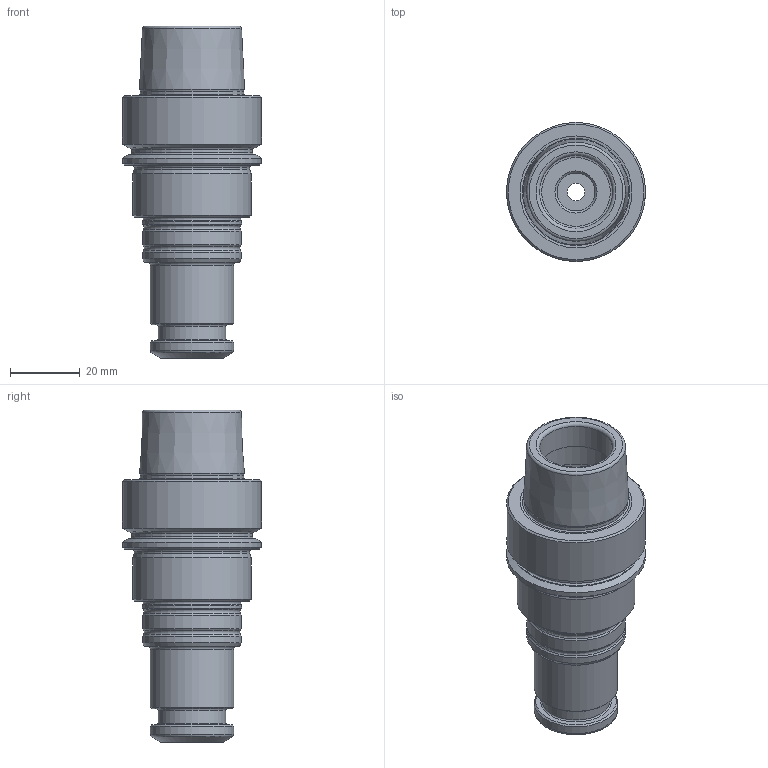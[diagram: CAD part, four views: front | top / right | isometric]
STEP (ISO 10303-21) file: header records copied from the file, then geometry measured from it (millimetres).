
FILE_DESCRIPTION(/* description */ (''),/* implementation_level */ '2;1');
FILE_NAME(/* name */ '454071544.stp',/* time_stamp */ '2021-01-08T12:24:56',/* author */ ('LRA'),/* organization */ ('REGO-FIX'),/* preprocessor_version */ ' Unknown',/* originating_system */ 'SIEMENS PLM Software Solid Edge ST10',/* authorization */ 'Unknown');
FILE_SCHEMA (('AUTOMOTIVE_DESIGN { 1 0 10303 214 2 1 1}'));
Length unit declared in the file: millimetre
Products named in the file (1): NOCUT
Bounding box: 40 x 40 x 95.5 mm (x, y, z)
Volume: 49818.7 mm3; surface area: 16776.6 mm2
Topology: 1 solids, 1 shells, 74 faces, 146 edges, 85 vertices
Faces by surface type: cone 24, cylinder 19, torus 18, plane 13
Full cylindrical faces by diameter (mm): 5 x1, 10.917 x1, 13 x1, 15 x1, 19.5 x1, 21 x2, 24 x2, 25.5 x1, 28.5 x3, 29.909 x1, 33.3 x1, 34 x1, 34.8 x1, 40 x2
Entity records: 2045 total; most frequent: DIRECTION 304, CARTESIAN_POINT 226, AXIS2_PLACEMENT_3D 152, ORIENTED_EDGE 148, EDGE_LOOP 148, FACE_BOUND 148, EDGE_CURVE 74, VERTEX_POINT 74
